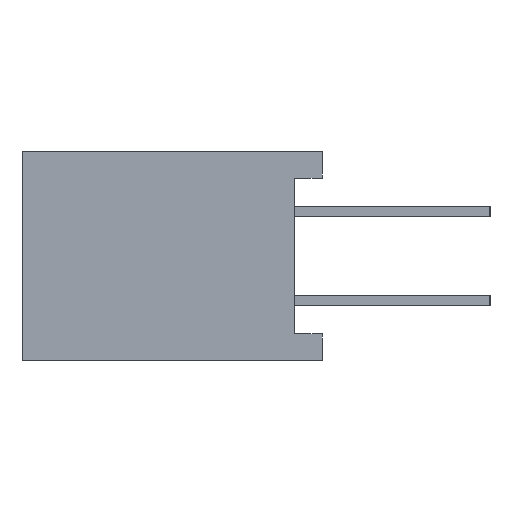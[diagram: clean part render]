
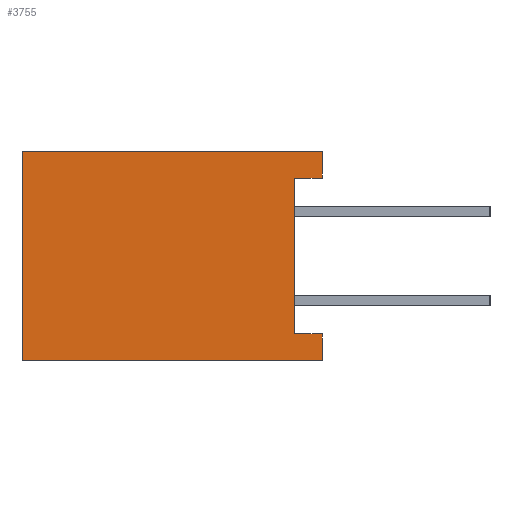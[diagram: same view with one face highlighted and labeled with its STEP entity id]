
A CAD part, left-side view. The second image highlights one B-rep face of the part: STEP entity #3755.
In plain terms, the highlighted planar face has unit normal (-1, 0, 0).
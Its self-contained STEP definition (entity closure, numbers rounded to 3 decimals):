
#1=DIRECTION('',(0.,0.,1.));
#2=VECTOR('',#1,3.);
#3=CARTESIAN_POINT('',(-8.485,0.,-1.5));
#4=LINE('3845',#3,#2);
#433=DIRECTION('',(0.,1.,0.));
#434=VECTOR('',#433,0.4);
#435=CARTESIAN_POINT('',(-8.485,-4.3,-1.115));
#436=LINE('3881',#435,#434);
#437=DIRECTION('',(0.,-1.,0.));
#438=VECTOR('',#437,4.3);
#439=CARTESIAN_POINT('',(-8.485,0.,-1.5));
#440=LINE('3851',#439,#438);
#441=DIRECTION('',(0.,1.,0.));
#442=VECTOR('',#441,0.4);
#443=CARTESIAN_POINT('',(-8.485,-4.3,1.115));
#444=LINE('3883',#443,#442);
#445=DIRECTION('',(0.,0.,1.));
#446=VECTOR('',#445,2.23);
#447=CARTESIAN_POINT('',(-8.485,-3.9,-1.115));
#448=LINE('3882',#447,#446);
#461=DIRECTION('',(0.,0.,1.));
#462=VECTOR('',#461,0.385);
#463=CARTESIAN_POINT('',(-8.485,-4.3,-1.5));
#464=LINE('3887',#463,#462);
#909=DIRECTION('',(0.,0.,1.));
#910=VECTOR('',#909,0.385);
#911=CARTESIAN_POINT('',(-8.485,-4.3,1.115));
#912=LINE('3888',#911,#910);
#921=DIRECTION('',(0.,-1.,0.));
#922=VECTOR('',#921,4.3);
#923=CARTESIAN_POINT('',(-8.485,0.,1.5));
#924=LINE('3852',#923,#922);
#2593=CARTESIAN_POINT('',(-8.485,0.,-1.5));
#2594=CARTESIAN_POINT('',(-8.485,0.,1.5));
#2595=VERTEX_POINT('',#2593);
#2596=VERTEX_POINT('',#2594);
#2601=CARTESIAN_POINT('',(-8.485,-4.3,1.5));
#2603=VERTEX_POINT('',#2601);
#2606=CARTESIAN_POINT('',(-8.485,-4.3,-1.5));
#2608=VERTEX_POINT('',#2606);
#2657=CARTESIAN_POINT('',(-8.485,-4.3,-1.115));
#2659=VERTEX_POINT('',#2657);
#2661=CARTESIAN_POINT('',(-8.485,-4.3,1.115));
#2663=VERTEX_POINT('',#2661);
#2665=CARTESIAN_POINT('',(-8.485,-3.9,-1.115));
#2666=VERTEX_POINT('',#2665);
#2667=CARTESIAN_POINT('',(-8.485,-3.9,1.115));
#2668=VERTEX_POINT('',#2667);
#3733=CARTESIAN_POINT('',(-8.485,0.,-1.5));
#3734=DIRECTION('',(-1.,0.,0.));
#3735=DIRECTION('',(0.,0.,1.));
#3736=AXIS2_PLACEMENT_3D('',#3733,#3734,#3735);
#3737=PLANE('3577',#3736);
#3739=ORIENTED_EDGE('3881',*,*,#3738,.F.);
#3741=ORIENTED_EDGE('3887',*,*,#3740,.F.);
#3743=ORIENTED_EDGE('3851',*,*,#3742,.F.);
#3744=ORIENTED_EDGE('3845',*,*,#3462,.T.);
#3746=ORIENTED_EDGE('3852',*,*,#3745,.T.);
#3748=ORIENTED_EDGE('3888',*,*,#3747,.F.);
#3750=ORIENTED_EDGE('3883',*,*,#3749,.T.);
#3752=ORIENTED_EDGE('3882',*,*,#3751,.F.);
#3753=EDGE_LOOP('3577',(#3739,#3741,#3743,#3744,#3746,#3748,#3750,#3752));
#3754=FACE_OUTER_BOUND('3577',#3753,.F.);
#3755=ADVANCED_FACE('3577',(#3754),#3737,.T.);
#3462=EDGE_CURVE('3845',#2595,#2596,#4,.T.);
#3738=EDGE_CURVE('3881',#2659,#2666,#436,.T.);
#3740=EDGE_CURVE('3887',#2608,#2659,#464,.T.);
#3742=EDGE_CURVE('3851',#2595,#2608,#440,.T.);
#3745=EDGE_CURVE('3852',#2596,#2603,#924,.T.);
#3747=EDGE_CURVE('3888',#2663,#2603,#912,.T.);
#3749=EDGE_CURVE('3883',#2663,#2668,#444,.T.);
#3751=EDGE_CURVE('3882',#2666,#2668,#448,.T.);
